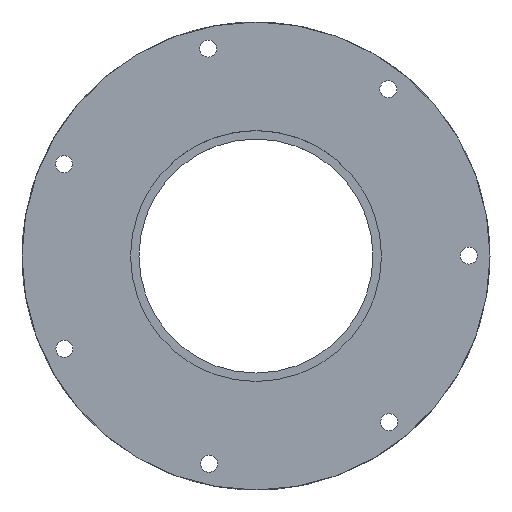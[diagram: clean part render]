
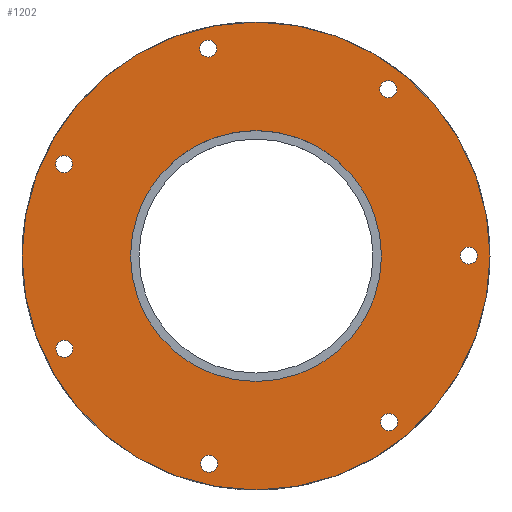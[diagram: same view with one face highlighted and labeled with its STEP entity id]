
A CAD part, top view. The second image highlights one B-rep face of the part: STEP entity #1202.
In plain terms, the highlighted planar face has unit normal (0, 0, 1).
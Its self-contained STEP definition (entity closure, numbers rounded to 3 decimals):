
#73=FACE_BOUND('',#252,.T.);
#74=FACE_BOUND('',#253,.T.);
#75=FACE_BOUND('',#254,.T.);
#76=FACE_BOUND('',#255,.T.);
#77=FACE_BOUND('',#256,.T.);
#78=FACE_BOUND('',#257,.T.);
#79=FACE_BOUND('',#258,.T.);
#80=FACE_BOUND('',#259,.T.);
#90=PLANE('',#1417);
#166=FACE_OUTER_BOUND('',#251,.T.);
#251=EDGE_LOOP('',(#1087));
#252=EDGE_LOOP('',(#1088));
#253=EDGE_LOOP('',(#1089));
#254=EDGE_LOOP('',(#1090));
#255=EDGE_LOOP('',(#1091));
#256=EDGE_LOOP('',(#1092));
#257=EDGE_LOOP('',(#1093));
#258=EDGE_LOOP('',(#1094));
#259=EDGE_LOOP('',(#1095));
#338=CIRCLE('',#1221,23.6);
#452=CIRCLE('',#1394,44.);
#454=CIRCLE('',#1404,1.6);
#455=CIRCLE('',#1406,1.6);
#456=CIRCLE('',#1408,1.6);
#457=CIRCLE('',#1410,1.6);
#458=CIRCLE('',#1412,1.6);
#459=CIRCLE('',#1414,1.6);
#460=CIRCLE('',#1416,1.6);
#463=VERTEX_POINT('',#1868);
#556=VERTEX_POINT('',#2373);
#558=VERTEX_POINT('',#2386);
#559=VERTEX_POINT('',#2390);
#560=VERTEX_POINT('',#2394);
#561=VERTEX_POINT('',#2398);
#562=VERTEX_POINT('',#2402);
#563=VERTEX_POINT('',#2406);
#564=VERTEX_POINT('',#2410);
#568=EDGE_CURVE('',#463,#463,#338,.T.);
#725=EDGE_CURVE('',#556,#556,#452,.T.);
#728=EDGE_CURVE('',#558,#558,#454,.T.);
#730=EDGE_CURVE('',#559,#559,#455,.T.);
#732=EDGE_CURVE('',#560,#560,#456,.T.);
#734=EDGE_CURVE('',#561,#561,#457,.T.);
#736=EDGE_CURVE('',#562,#562,#458,.T.);
#738=EDGE_CURVE('',#563,#563,#459,.T.);
#740=EDGE_CURVE('',#564,#564,#460,.T.);
#1087=ORIENTED_EDGE('',*,*,#725,.T.);
#1088=ORIENTED_EDGE('',*,*,#568,.T.);
#1089=ORIENTED_EDGE('',*,*,#728,.T.);
#1090=ORIENTED_EDGE('',*,*,#730,.T.);
#1091=ORIENTED_EDGE('',*,*,#732,.T.);
#1092=ORIENTED_EDGE('',*,*,#734,.T.);
#1093=ORIENTED_EDGE('',*,*,#736,.T.);
#1094=ORIENTED_EDGE('',*,*,#738,.T.);
#1095=ORIENTED_EDGE('',*,*,#740,.T.);
#1202=ADVANCED_FACE('',(#166,#73,#74,#75,#76,#77,#78,#79,#80),#90,.T.);
#1221=AXIS2_PLACEMENT_3D('',#1869,#1429,#1430);
#1394=AXIS2_PLACEMENT_3D('',#2374,#1804,#1805);
#1404=AXIS2_PLACEMENT_3D('',#2387,#1825,#1826);
#1406=AXIS2_PLACEMENT_3D('',#2391,#1830,#1831);
#1408=AXIS2_PLACEMENT_3D('',#2395,#1835,#1836);
#1410=AXIS2_PLACEMENT_3D('',#2399,#1840,#1841);
#1412=AXIS2_PLACEMENT_3D('',#2403,#1845,#1846);
#1414=AXIS2_PLACEMENT_3D('',#2407,#1850,#1851);
#1416=AXIS2_PLACEMENT_3D('',#2411,#1855,#1856);
#1417=AXIS2_PLACEMENT_3D('',#2413,#1858,#1859);
#1429=DIRECTION('center_axis',(0.,0.,-1.));
#1430=DIRECTION('ref_axis',(-1.,0.,0.));
#1804=DIRECTION('center_axis',(0.,0.,1.));
#1805=DIRECTION('ref_axis',(1.,0.,0.));
#1825=DIRECTION('center_axis',(0.,0.,-1.));
#1826=DIRECTION('ref_axis',(-1.,0.,0.));
#1830=DIRECTION('center_axis',(0.,0.,-1.));
#1831=DIRECTION('ref_axis',(-1.,0.,0.));
#1835=DIRECTION('center_axis',(0.,0.,-1.));
#1836=DIRECTION('ref_axis',(-1.,0.,0.));
#1840=DIRECTION('center_axis',(0.,0.,-1.));
#1841=DIRECTION('ref_axis',(-1.,0.,0.));
#1845=DIRECTION('center_axis',(0.,0.,-1.));
#1846=DIRECTION('ref_axis',(-1.,0.,0.));
#1850=DIRECTION('center_axis',(0.,0.,-1.));
#1851=DIRECTION('ref_axis',(-1.,0.,0.));
#1855=DIRECTION('center_axis',(0.,0.,-1.));
#1856=DIRECTION('ref_axis',(-1.,0.,0.));
#1858=DIRECTION('center_axis',(0.,0.,1.));
#1859=DIRECTION('ref_axis',(1.,0.,0.));
#1868=CARTESIAN_POINT('',(23.6,0.,8.));
#1869=CARTESIAN_POINT('Origin',(0.,0.,8.));
#2373=CARTESIAN_POINT('',(-44.,0.,8.));
#2374=CARTESIAN_POINT('Origin',(0.,0.,8.));
#2386=CARTESIAN_POINT('',(26.625,-31.244,8.));
#2387=CARTESIAN_POINT('Origin',(25.025,-31.244,8.));
#2390=CARTESIAN_POINT('',(-34.503,17.292,8.));
#2391=CARTESIAN_POINT('Origin',(-36.103,17.292,8.));
#2394=CARTESIAN_POINT('',(26.492,31.35,8.));
#2395=CARTESIAN_POINT('Origin',(24.892,31.35,8.));
#2398=CARTESIAN_POINT('',(-7.225,-39.045,8.));
#2399=CARTESIAN_POINT('Origin',(-8.825,-39.045,8.));
#2402=CARTESIAN_POINT('',(-7.39,39.007,8.));
#2403=CARTESIAN_POINT('Origin',(-8.99,39.007,8.));
#2406=CARTESIAN_POINT('',(41.63,0.085,8.));
#2407=CARTESIAN_POINT('Origin',(40.03,0.085,8.));
#2410=CARTESIAN_POINT('',(-34.429,-17.445,8.));
#2411=CARTESIAN_POINT('Origin',(-36.029,-17.445,8.));
#2413=CARTESIAN_POINT('Origin',(0.,0.,8.));
